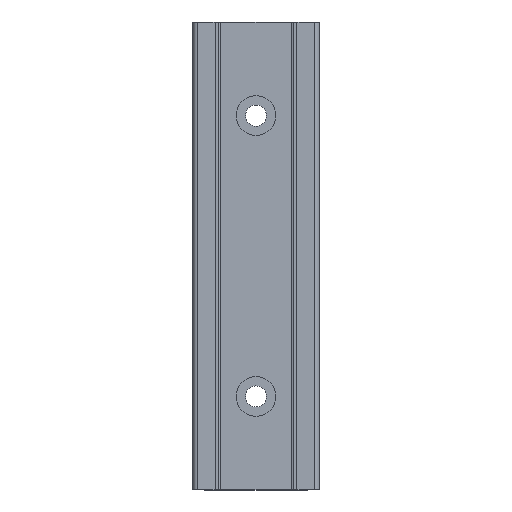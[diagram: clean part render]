
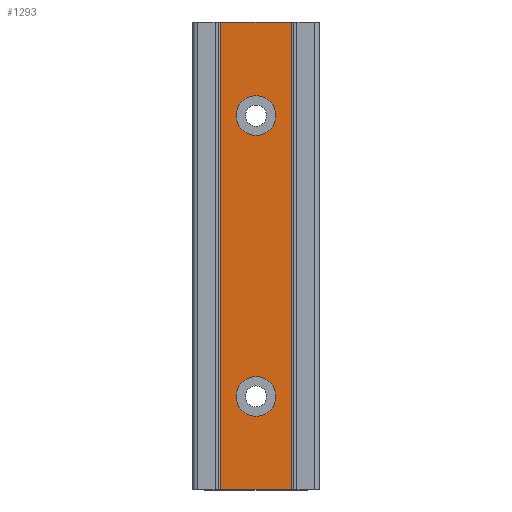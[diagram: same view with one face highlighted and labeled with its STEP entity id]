
A CAD part, top view. The second image highlights one B-rep face of the part: STEP entity #1293.
In plain terms, the highlighted planar face has unit normal (0, 0, 1).
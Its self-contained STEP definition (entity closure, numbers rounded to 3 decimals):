
#15 = LINE ( 'NONE', #802, #843 ) ;
#59 = CARTESIAN_POINT ( 'NONE',  ( 0., 80., 4.1 ) ) ;
#87 = AXIS2_PLACEMENT_3D ( 'NONE', #672, #329, #1142 ) ;
#108 = AXIS2_PLACEMENT_3D ( 'NONE', #59, #990, #417 ) ;
#131 = VERTEX_POINT ( 'NONE', #226 ) ;
#133 = ORIENTED_EDGE ( 'NONE', *, *, #1017, .T. ) ;
#178 = CARTESIAN_POINT ( 'NONE',  ( 7.55, 100., 4.1 ) ) ;
#200 = CARTESIAN_POINT ( 'NONE',  ( 0., 80., 4.1 ) ) ;
#226 = CARTESIAN_POINT ( 'NONE',  ( 7.55, 0., 4.1 ) ) ;
#267 = ORIENTED_EDGE ( 'NONE', *, *, #1509, .T. ) ;
#292 = DIRECTION ( 'NONE',  ( 1., 0., 0. ) ) ;
#303 = VERTEX_POINT ( 'NONE', #339 ) ;
#329 = DIRECTION ( 'NONE',  ( 0., 0., 1. ) ) ;
#339 = CARTESIAN_POINT ( 'NONE',  ( 4.25, 20., 4.1 ) ) ;
#364 = AXIS2_PLACEMENT_3D ( 'NONE', #200, #1378, #1137 ) ;
#417 = DIRECTION ( 'NONE',  ( 1., 0., 0. ) ) ;
#437 = AXIS2_PLACEMENT_3D ( 'NONE', #1230, #774, #992 ) ;
#491 = ORIENTED_EDGE ( 'NONE', *, *, #676, .T. ) ;
#542 = CIRCLE ( 'NONE', #364, 4.25 ) ;
#577 = CIRCLE ( 'NONE', #108, 4.25 ) ;
#578 = CARTESIAN_POINT ( 'NONE',  ( -4.25, 80., 4.1 ) ) ;
#643 = EDGE_LOOP ( 'NONE', ( #133, #491, #1101, #267 ) ) ;
#653 = DIRECTION ( 'NONE',  ( 0., 0., 1. ) ) ;
#672 = CARTESIAN_POINT ( 'NONE',  ( 0., 20., 4.1 ) ) ;
#674 = ORIENTED_EDGE ( 'NONE', *, *, #1015, .F. ) ;
#676 = EDGE_CURVE ( 'NONE', #131, #949, #1308, .T. ) ;
#683 = CIRCLE ( 'NONE', #87, 4.25 ) ;
#684 = DIRECTION ( 'NONE',  ( -1., 0., 0. ) ) ;
#694 = EDGE_LOOP ( 'NONE', ( #674, #790 ) ) ;
#721 = LINE ( 'NONE', #874, #1288 ) ;
#774 = DIRECTION ( 'NONE',  ( 0., 0., 1. ) ) ;
#790 = ORIENTED_EDGE ( 'NONE', *, *, #1438, .F. ) ;
#802 = CARTESIAN_POINT ( 'NONE',  ( 0., 100., 4.1 ) ) ;
#825 = FACE_OUTER_BOUND ( 'NONE', #643, .T. ) ;
#831 = ORIENTED_EDGE ( 'NONE', *, *, #1457, .T. ) ;
#843 = VECTOR ( 'NONE', #684, 1000. ) ;
#874 = CARTESIAN_POINT ( 'NONE',  ( 0., 0., 4.1 ) ) ;
#876 = CIRCLE ( 'NONE', #437, 4.25 ) ;
#911 = AXIS2_PLACEMENT_3D ( 'NONE', #1338, #653, #1462 ) ;
#947 = VECTOR ( 'NONE', #1016, 1000. ) ;
#949 = VERTEX_POINT ( 'NONE', #178 ) ;
#970 = VERTEX_POINT ( 'NONE', #1353 ) ;
#990 = DIRECTION ( 'NONE',  ( 0., 0., -1. ) ) ;
#992 = DIRECTION ( 'NONE',  ( 1., 0., 0. ) ) ;
#993 = PLANE ( 'NONE',  #911 ) ;
#1000 = CARTESIAN_POINT ( 'NONE',  ( 4.25, 80., 4.1 ) ) ;
#1004 = VERTEX_POINT ( 'NONE', #1000 ) ;
#1012 = CARTESIAN_POINT ( 'NONE',  ( -4.25, 20., 4.1 ) ) ;
#1015 = EDGE_CURVE ( 'NONE', #303, #1398, #876, .T. ) ;
#1016 = DIRECTION ( 'NONE',  ( 0., -1., 0. ) ) ;
#1017 = EDGE_CURVE ( 'NONE', #970, #131, #721, .T. ) ;
#1101 = ORIENTED_EDGE ( 'NONE', *, *, #1138, .T. ) ;
#1121 = LINE ( 'NONE', #1481, #947 ) ;
#1132 = FACE_BOUND ( 'NONE', #694, .T. ) ;
#1137 = DIRECTION ( 'NONE',  ( 1., 0., 0. ) ) ;
#1138 = EDGE_CURVE ( 'NONE', #949, #1452, #15, .T. ) ;
#1141 = ORIENTED_EDGE ( 'NONE', *, *, #1372, .T. ) ;
#1142 = DIRECTION ( 'NONE',  ( 1., 0., 0. ) ) ;
#1230 = CARTESIAN_POINT ( 'NONE',  ( 0., 20., 4.1 ) ) ;
#1288 = VECTOR ( 'NONE', #292, 1000. ) ;
#1293 = ADVANCED_FACE ( 'NONE', ( #1132, #1482, #825 ), #993, .T. ) ;
#1295 = EDGE_LOOP ( 'NONE', ( #1141, #831 ) ) ;
#1296 = CARTESIAN_POINT ( 'NONE',  ( 7.55, 50., 4.1 ) ) ;
#1308 = LINE ( 'NONE', #1296, #1484 ) ;
#1338 = CARTESIAN_POINT ( 'NONE',  ( -7.55, 0., 4.1 ) ) ;
#1353 = CARTESIAN_POINT ( 'NONE',  ( -7.55, 0., 4.1 ) ) ;
#1369 = CARTESIAN_POINT ( 'NONE',  ( -7.55, 100., 4.1 ) ) ;
#1372 = EDGE_CURVE ( 'NONE', #1004, #1454, #577, .T. ) ;
#1378 = DIRECTION ( 'NONE',  ( 0., 0., -1. ) ) ;
#1398 = VERTEX_POINT ( 'NONE', #1012 ) ;
#1421 = DIRECTION ( 'NONE',  ( 0., 1., 0. ) ) ;
#1438 = EDGE_CURVE ( 'NONE', #1398, #303, #683, .T. ) ;
#1452 = VERTEX_POINT ( 'NONE', #1369 ) ;
#1454 = VERTEX_POINT ( 'NONE', #578 ) ;
#1457 = EDGE_CURVE ( 'NONE', #1454, #1004, #542, .T. ) ;
#1462 = DIRECTION ( 'NONE',  ( 1., 0., 0. ) ) ;
#1481 = CARTESIAN_POINT ( 'NONE',  ( -7.55, 50., 4.1 ) ) ;
#1482 = FACE_BOUND ( 'NONE', #1295, .T. ) ;
#1484 = VECTOR ( 'NONE', #1421, 1000. ) ;
#1509 = EDGE_CURVE ( 'NONE', #1452, #970, #1121, .T. ) ;
